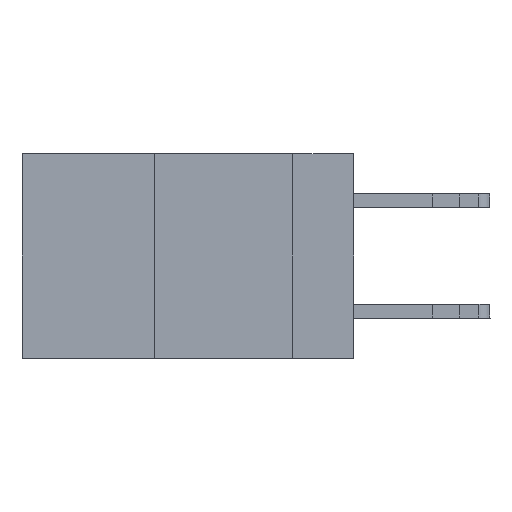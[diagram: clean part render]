
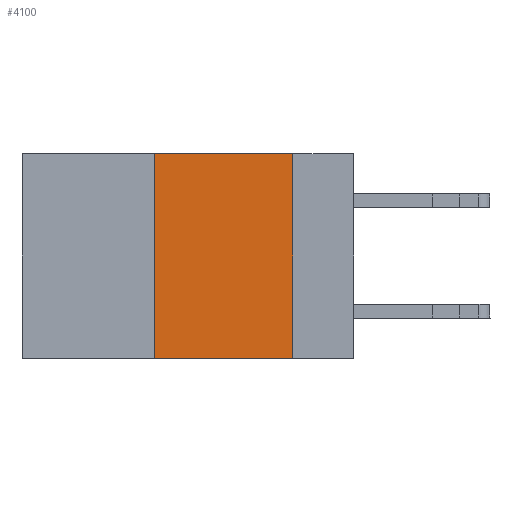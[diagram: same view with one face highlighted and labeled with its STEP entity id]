
A CAD part, left-side view. The second image highlights one B-rep face of the part: STEP entity #4100.
In plain terms, the highlighted planar face has unit normal (-1, 0, 0).
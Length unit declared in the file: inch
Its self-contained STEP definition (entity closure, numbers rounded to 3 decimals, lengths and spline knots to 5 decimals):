
#173 = FACE_OUTER_BOUND ( 'NONE', #10807, .T. ) ;
#1489 = AXIS2_PLACEMENT_3D ( 'NONE', #17502, #7831, #13914 ) ;
#2391 = PLANE ( 'NONE',  #1489 ) ;
#2450 = CARTESIAN_POINT ( 'NONE',  ( 0., 0.6, 0. ) ) ;
#3362 = VECTOR ( 'NONE', #19457, 39.37008 ) ;
#4100 = ADVANCED_FACE ( 'NONE', ( #173 ), #2391, .F. ) ;
#4165 = VERTEX_POINT ( 'NONE', #18216 ) ;
#4438 = EDGE_CURVE ( 'NONE', #11070, #19101, #12622, .T. ) ;
#6118 = CARTESIAN_POINT ( 'NONE',  ( 0., 0.36, -0.37 ) ) ;
#6605 = CARTESIAN_POINT ( 'NONE',  ( 0., 0.11, 0. ) ) ;
#7030 = EDGE_CURVE ( 'NONE', #19101, #21797, #10117, .T. ) ;
#7831 = DIRECTION ( 'NONE',  ( 1., 0., 0. ) ) ;
#7981 = ORIENTED_EDGE ( 'NONE', *, *, #7030, .F. ) ;
#8515 = DIRECTION ( 'NONE',  ( 0., 0., 1. ) ) ;
#9751 = DIRECTION ( 'NONE',  ( 0., -1., 0. ) ) ;
#10117 = LINE ( 'NONE', #2450, #15389 ) ;
#10270 = ORIENTED_EDGE ( 'NONE', *, *, #4438, .F. ) ;
#10807 = EDGE_LOOP ( 'NONE', ( #15942, #7981, #10270, #13797 ) ) ;
#11070 = VERTEX_POINT ( 'NONE', #6118 ) ;
#11534 = EDGE_CURVE ( 'NONE', #21797, #4165, #22956, .T. ) ;
#12622 = LINE ( 'NONE', #20173, #13768 ) ;
#13768 = VECTOR ( 'NONE', #8515, 39.37008 ) ;
#13797 = ORIENTED_EDGE ( 'NONE', *, *, #17400, .T. ) ;
#13914 = DIRECTION ( 'NONE',  ( 0., 0., -1. ) ) ;
#15389 = VECTOR ( 'NONE', #9751, 39.37008 ) ;
#15942 = ORIENTED_EDGE ( 'NONE', *, *, #11534, .F. ) ;
#16994 = DIRECTION ( 'NONE',  ( 0., -1., 0. ) ) ;
#17359 = CARTESIAN_POINT ( 'NONE',  ( 0., 0.11, 0. ) ) ;
#17400 = EDGE_CURVE ( 'NONE', #11070, #4165, #18588, .T. ) ;
#17502 = CARTESIAN_POINT ( 'NONE',  ( 0., 0.6, 0. ) ) ;
#18216 = CARTESIAN_POINT ( 'NONE',  ( 0., 0.11, -0.37 ) ) ;
#18588 = LINE ( 'NONE', #22576, #20994 ) ;
#19101 = VERTEX_POINT ( 'NONE', #19984 ) ;
#19457 = DIRECTION ( 'NONE',  ( 0., 0., -1. ) ) ;
#19984 = CARTESIAN_POINT ( 'NONE',  ( 0., 0.36, 0. ) ) ;
#20173 = CARTESIAN_POINT ( 'NONE',  ( 0., 0.36, 0. ) ) ;
#20994 = VECTOR ( 'NONE', #16994, 39.37008 ) ;
#21797 = VERTEX_POINT ( 'NONE', #6605 ) ;
#22576 = CARTESIAN_POINT ( 'NONE',  ( 0., 0.6, -0.37 ) ) ;
#22956 = LINE ( 'NONE', #17359, #3362 ) ;
